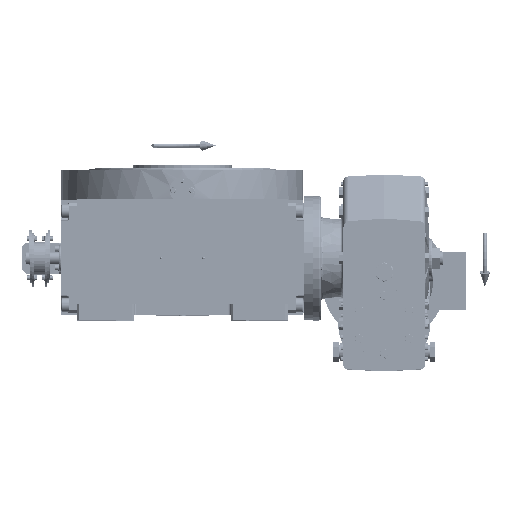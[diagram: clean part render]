
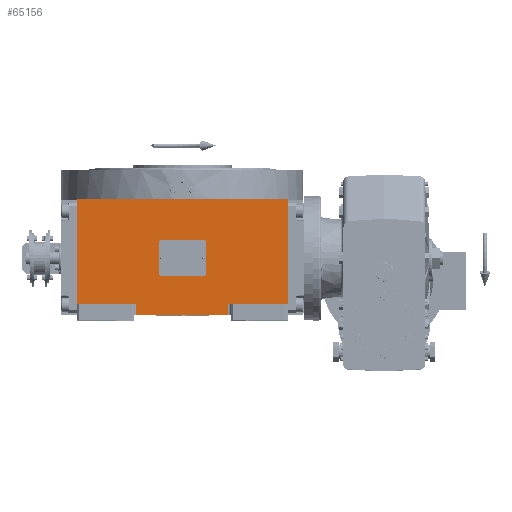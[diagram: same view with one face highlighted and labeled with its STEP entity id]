
A CAD part, top view. The second image highlights one B-rep face of the part: STEP entity #65156.
In plain terms, the highlighted planar face has unit normal (0, 0, 1).
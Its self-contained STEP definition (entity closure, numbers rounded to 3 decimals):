
#415 = DIRECTION ( 'NONE',  ( 1., 0., 0. ) ) ;
#1083 = EDGE_CURVE ( 'NONE', #72620, #44310, #29326, .T. ) ;
#3913 = CARTESIAN_POINT ( 'NONE',  ( 135., -59., 226. ) ) ;
#4705 = EDGE_CURVE ( 'NONE', #150426, #44310, #47874, .T. ) ;
#8545 = EDGE_CURVE ( 'NONE', #69211, #162314, #10320, .T. ) ;
#10320 = LINE ( 'NONE', #165267, #100426 ) ;
#11876 = DIRECTION ( 'NONE',  ( 0., 1., 0. ) ) ;
#12474 = VECTOR ( 'NONE', #144820, 1000. ) ;
#13821 = CARTESIAN_POINT ( 'NONE',  ( -135., -73., 226. ) ) ;
#15942 = DIRECTION ( 'NONE',  ( 1., 0., 0. ) ) ;
#19941 = VECTOR ( 'NONE', #15942, 1000. ) ;
#23893 = PLANE ( 'NONE',  #81190 ) ;
#24063 = CARTESIAN_POINT ( 'NONE',  ( 59., -59., 226. ) ) ;
#26546 = ORIENTED_EDGE ( 'NONE', *, *, #1083, .F. ) ;
#27579 = CARTESIAN_POINT ( 'NONE',  ( 59., -59., 226. ) ) ;
#27706 = CARTESIAN_POINT ( 'NONE',  ( -135., 75., 226. ) ) ;
#29326 = LINE ( 'NONE', #27706, #19941 ) ;
#30136 = LINE ( 'NONE', #68642, #85588 ) ;
#34106 = VERTEX_POINT ( 'NONE', #42154 ) ;
#35329 = DIRECTION ( 'NONE',  ( 0., 1., 0. ) ) ;
#37003 = LINE ( 'NONE', #154241, #96438 ) ;
#37846 = ORIENTED_EDGE ( 'NONE', *, *, #53856, .T. ) ;
#42154 = CARTESIAN_POINT ( 'NONE',  ( -59., -73., 226. ) ) ;
#43031 = ORIENTED_EDGE ( 'NONE', *, *, #89283, .F. ) ;
#44310 = VERTEX_POINT ( 'NONE', #121648 ) ;
#47874 = LINE ( 'NONE', #111548, #61716 ) ;
#48455 = CARTESIAN_POINT ( 'NONE',  ( -135., -59., 226. ) ) ;
#53856 = EDGE_CURVE ( 'NONE', #124977, #86675, #30136, .T. ) ;
#58580 = LINE ( 'NONE', #48455, #145178 ) ;
#61051 = LINE ( 'NONE', #71180, #115076 ) ;
#61716 = VECTOR ( 'NONE', #35329, 1000. ) ;
#65156 = ADVANCED_FACE ( 'NONE', ( #138620 ), #23893, .T. ) ;
#68642 = CARTESIAN_POINT ( 'NONE',  ( -135., -59., 226. ) ) ;
#69211 = VERTEX_POINT ( 'NONE', #24063 ) ;
#71180 = CARTESIAN_POINT ( 'NONE',  ( -59., -73., 226. ) ) ;
#72620 = VERTEX_POINT ( 'NONE', #107396 ) ;
#74575 = EDGE_CURVE ( 'NONE', #34106, #162314, #61051, .T. ) ;
#75199 = DIRECTION ( 'NONE',  ( 1., 0., 0. ) ) ;
#75600 = ORIENTED_EDGE ( 'NONE', *, *, #4705, .T. ) ;
#81190 = AXIS2_PLACEMENT_3D ( 'NONE', #13821, #154534, #415 ) ;
#85370 = DIRECTION ( 'NONE',  ( 0., 1., 0. ) ) ;
#85588 = VECTOR ( 'NONE', #75199, 1000. ) ;
#86675 = VERTEX_POINT ( 'NONE', #125700 ) ;
#86917 = EDGE_CURVE ( 'NONE', #124977, #72620, #58580, .T. ) ;
#89283 = EDGE_CURVE ( 'NONE', #34106, #86675, #37003, .T. ) ;
#93953 = CARTESIAN_POINT ( 'NONE',  ( 59., -73., 226. ) ) ;
#96438 = VECTOR ( 'NONE', #11876, 1000. ) ;
#100426 = VECTOR ( 'NONE', #127511, 1000. ) ;
#102746 = ORIENTED_EDGE ( 'NONE', *, *, #86917, .F. ) ;
#107396 = CARTESIAN_POINT ( 'NONE',  ( -135., 75., 226. ) ) ;
#111548 = CARTESIAN_POINT ( 'NONE',  ( 135., -59., 226. ) ) ;
#112149 = DIRECTION ( 'NONE',  ( 1., 0., 0. ) ) ;
#115076 = VECTOR ( 'NONE', #112149, 1000. ) ;
#119646 = LINE ( 'NONE', #27579, #12474 ) ;
#121648 = CARTESIAN_POINT ( 'NONE',  ( 135., 75., 226. ) ) ;
#123568 = CARTESIAN_POINT ( 'NONE',  ( -135., -59., 226. ) ) ;
#124453 = EDGE_CURVE ( 'NONE', #69211, #150426, #119646, .T. ) ;
#124977 = VERTEX_POINT ( 'NONE', #123568 ) ;
#125700 = CARTESIAN_POINT ( 'NONE',  ( -59., -59., 226. ) ) ;
#125892 = ORIENTED_EDGE ( 'NONE', *, *, #74575, .T. ) ;
#127511 = DIRECTION ( 'NONE',  ( 0., -1., 0. ) ) ;
#128921 = ORIENTED_EDGE ( 'NONE', *, *, #8545, .F. ) ;
#138620 = FACE_OUTER_BOUND ( 'NONE', #152128, .T. ) ;
#144820 = DIRECTION ( 'NONE',  ( 1., 0., 0. ) ) ;
#145178 = VECTOR ( 'NONE', #85370, 1000. ) ;
#150426 = VERTEX_POINT ( 'NONE', #3913 ) ;
#152128 = EDGE_LOOP ( 'NONE', ( #125892, #128921, #160467, #75600, #26546, #102746, #37846, #43031 ) ) ;
#154241 = CARTESIAN_POINT ( 'NONE',  ( -59., -73., 226. ) ) ;
#154534 = DIRECTION ( 'NONE',  ( 0., 0., 1. ) ) ;
#160467 = ORIENTED_EDGE ( 'NONE', *, *, #124453, .T. ) ;
#162314 = VERTEX_POINT ( 'NONE', #93953 ) ;
#165267 = CARTESIAN_POINT ( 'NONE',  ( 59., -59., 226. ) ) ;
